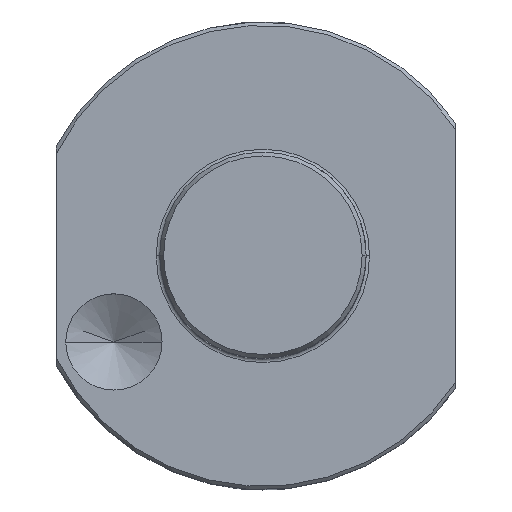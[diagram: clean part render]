
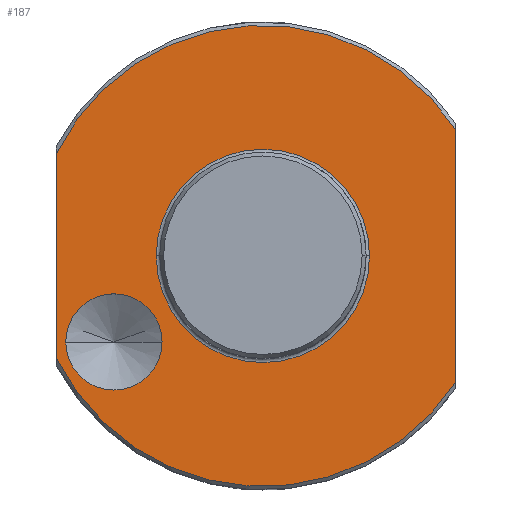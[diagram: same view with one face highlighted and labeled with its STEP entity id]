
A CAD part, top view. The second image highlights one B-rep face of the part: STEP entity #187.
In plain terms, the highlighted planar face has unit normal (0, 0, 1).
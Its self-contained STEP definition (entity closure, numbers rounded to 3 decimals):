
#33=PLANE('',#2128);
#84=FACE_BOUND('',#412,.T.);
#85=FACE_BOUND('',#413,.T.);
#86=FACE_BOUND('',#414,.T.);
#187=ADVANCED_FACE('',(#84,#85,#86),#33,.F.);
#412=EDGE_LOOP('',(#713,#714));
#413=EDGE_LOOP('',(#715,#716));
#414=EDGE_LOOP('',(#717,#718,#719,#720));
#713=ORIENTED_EDGE('',*,*,#1352,.F.);
#714=ORIENTED_EDGE('',*,*,#1302,.F.);
#715=ORIENTED_EDGE('',*,*,#1353,.F.);
#716=ORIENTED_EDGE('',*,*,#1324,.F.);
#717=ORIENTED_EDGE('',*,*,#1354,.T.);
#718=ORIENTED_EDGE('',*,*,#1355,.T.);
#719=ORIENTED_EDGE('',*,*,#1356,.F.);
#720=ORIENTED_EDGE('',*,*,#1357,.T.);
#1132=VERTEX_POINT('',#3139);
#1133=VERTEX_POINT('',#3141);
#1149=VERTEX_POINT('',#3184);
#1150=VERTEX_POINT('',#3186);
#1160=VERTEX_POINT('',#3287);
#1161=VERTEX_POINT('',#3288);
#1162=VERTEX_POINT('',#3290);
#1163=VERTEX_POINT('',#3292);
#1302=EDGE_CURVE('',#1132,#1133,#1484,.T.);
#1324=EDGE_CURVE('',#1149,#1150,#1493,.T.);
#1352=EDGE_CURVE('',#1133,#1132,#1500,.T.);
#1353=EDGE_CURVE('',#1150,#1149,#1501,.T.);
#1354=EDGE_CURVE('',#1160,#1161,#1714,.T.);
#1355=EDGE_CURVE('',#1161,#1162,#1502,.T.);
#1356=EDGE_CURVE('',#1163,#1162,#1715,.T.);
#1357=EDGE_CURVE('',#1163,#1160,#1503,.T.);
#1484=CIRCLE('',#2092,7.);
#1493=CIRCLE('',#2107,15.5);
#1500=CIRCLE('',#2124,7.);
#1501=CIRCLE('',#2125,15.5);
#1502=CIRCLE('',#2126,33.5);
#1503=CIRCLE('',#2127,33.5);
#1714=LINE('',#3286,#1870);
#1715=LINE('',#3291,#1871);
#1870=VECTOR('',#2527,1.);
#1871=VECTOR('',#2530,1.);
#2092=AXIS2_PLACEMENT_3D('',#3140,#2440,#2441);
#2107=AXIS2_PLACEMENT_3D('',#3185,#2483,#2484);
#2124=AXIS2_PLACEMENT_3D('',#3284,#2523,#2524);
#2125=AXIS2_PLACEMENT_3D('',#3285,#2525,#2526);
#2126=AXIS2_PLACEMENT_3D('',#3289,#2528,#2529);
#2127=AXIS2_PLACEMENT_3D('',#3293,#2531,#2532);
#2128=AXIS2_PLACEMENT_3D('',#3294,#2533,#2534);
#2440=DIRECTION('',(0.,0.,1.));
#2441=DIRECTION('',(1.,0.,0.));
#2483=DIRECTION('',(0.,0.,1.));
#2484=DIRECTION('',(1.,0.,0.));
#2523=DIRECTION('',(0.,0.,1.));
#2524=DIRECTION('',(1.,0.,0.));
#2525=DIRECTION('',(0.,0.,1.));
#2526=DIRECTION('',(1.,0.,0.));
#2527=DIRECTION('',(0.,-1.,0.));
#2528=DIRECTION('',(0.,0.,1.));
#2529=DIRECTION('',(-1.,0.,0.));
#2530=DIRECTION('',(0.,-1.,0.));
#2531=DIRECTION('',(0.,0.,1.));
#2532=DIRECTION('',(-1.,0.,0.));
#2533=DIRECTION('',(0.,0.,-1.));
#2534=DIRECTION('',(1.,0.,0.));
#3139=CARTESIAN_POINT('',(-28.651,-12.5,-0.632));
#3140=CARTESIAN_POINT('',(-21.651,-12.5,-0.632));
#3141=CARTESIAN_POINT('',(-14.651,-12.5,-0.632));
#3184=CARTESIAN_POINT('',(-15.5,0.,-0.632));
#3185=CARTESIAN_POINT('',(0.,0.,-0.632));
#3186=CARTESIAN_POINT('',(15.5,0.,-0.632));
#3284=CARTESIAN_POINT('',(-21.651,-12.5,-0.632));
#3285=CARTESIAN_POINT('',(0.,0.,-0.632));
#3286=CARTESIAN_POINT('',(-30.,168.275,-0.632));
#3287=CARTESIAN_POINT('',(-30.,14.908,-0.632));
#3288=CARTESIAN_POINT('',(-30.,-14.908,-0.632));
#3289=CARTESIAN_POINT('',(0.,0.,-0.632));
#3290=CARTESIAN_POINT('',(28.,-18.392,-0.632));
#3291=CARTESIAN_POINT('',(28.,149.421,-0.632));
#3292=CARTESIAN_POINT('',(28.,18.392,-0.632));
#3293=CARTESIAN_POINT('',(0.,0.,-0.632));
#3294=CARTESIAN_POINT('',(0.,15.5,-0.632));
